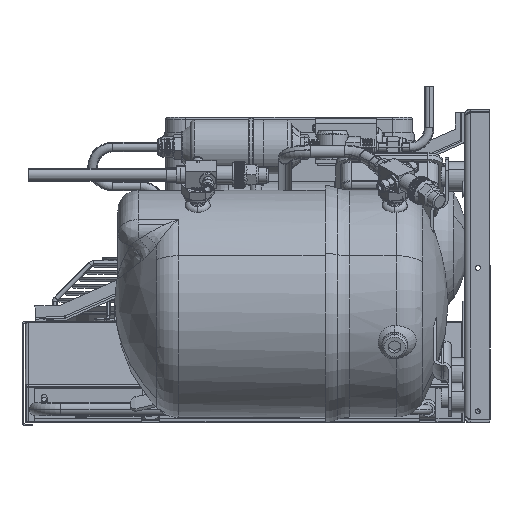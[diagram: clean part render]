
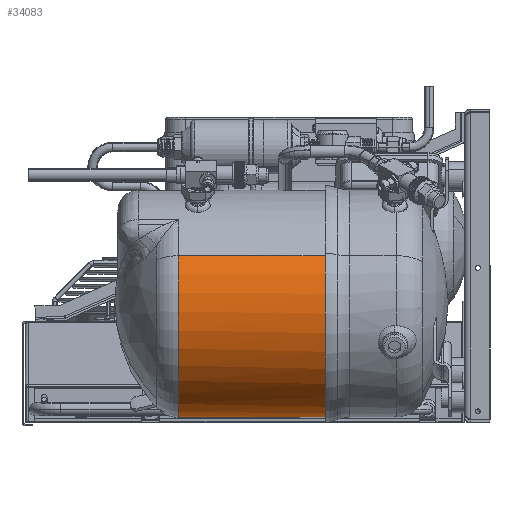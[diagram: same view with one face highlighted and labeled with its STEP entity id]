
A CAD part, left-side view. The second image highlights one B-rep face of the part: STEP entity #34083.
In plain terms, the highlighted cylindrical face has radius 112.5 mm (diameter 225 mm), a partial arc.
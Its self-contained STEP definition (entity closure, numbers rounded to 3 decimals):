
#1416 = DIRECTION ( 'NONE',  ( 0., 0., -1. ) ) ;
#1451 = DIRECTION ( 'NONE',  ( 0., -1., 0. ) ) ;
#4869 = CARTESIAN_POINT ( 'NONE',  ( 0., 240., 0. ) ) ;
#6633 = EDGE_CURVE ( 'NONE', #73506, #71641, #109337, .T. ) ;
#6648 = VERTEX_POINT ( 'NONE', #83967 ) ;
#8094 = CARTESIAN_POINT ( 'NONE',  ( 0., 0., 112.5 ) ) ;
#10442 = CARTESIAN_POINT ( 'NONE',  ( 0., 121.8, -112.5 ) ) ;
#10703 = AXIS2_PLACEMENT_3D ( 'NONE', #4869, #74336, #14869 ) ;
#12744 = DIRECTION ( 'NONE',  ( 0., -1., 0. ) ) ;
#12802 = CARTESIAN_POINT ( 'NONE',  ( 47.58, 267.142, 101.943 ) ) ;
#14869 = DIRECTION ( 'NONE',  ( 0., 0., -1. ) ) ;
#16768 = VECTOR ( 'NONE', #98813, 1000. ) ;
#18099 = DIRECTION ( 'NONE',  ( 0., -1., 0. ) ) ;
#18969 = ORIENTED_EDGE ( 'NONE', *, *, #123352, .T. ) ;
#19816 = DIRECTION ( 'NONE',  ( 0., -1., 0. ) ) ;
#21444 = CARTESIAN_POINT ( 'NONE',  ( 0., 0., 0. ) ) ;
#22166 = CIRCLE ( 'NONE', #114540, 112.5 ) ;
#22621 = ORIENTED_EDGE ( 'NONE', *, *, #124321, .T. ) ;
#23746 = VERTEX_POINT ( 'NONE', #50563 ) ;
#25595 = EDGE_CURVE ( 'NONE', #78867, #71641, #119445, .T. ) ;
#26220 = ORIENTED_EDGE ( 'NONE', *, *, #125325, .T. ) ;
#32990 = VERTEX_POINT ( 'NONE', #116450 ) ;
#34083 = ADVANCED_FACE ( 'NONE', ( #59017 ), #96330, .T. ) ;
#34584 = ORIENTED_EDGE ( 'NONE', *, *, #6633, .T. ) ;
#38861 = VECTOR ( 'NONE', #18099, 1000. ) ;
#39308 = CARTESIAN_POINT ( 'NONE',  ( 47.58, 240., 101.943 ) ) ;
#41151 = VECTOR ( 'NONE', #72868, 1000. ) ;
#45157 = ORIENTED_EDGE ( 'NONE', *, *, #25595, .F. ) ;
#50563 = CARTESIAN_POINT ( 'NONE',  ( 0., 267.142, -112.5 ) ) ;
#57681 = DIRECTION ( 'NONE',  ( 0., -1., 0. ) ) ;
#58931 = ORIENTED_EDGE ( 'NONE', *, *, #127340, .T. ) ;
#59017 = FACE_OUTER_BOUND ( 'NONE', #99476, .T. ) ;
#59316 = VECTOR ( 'NONE', #57681, 1000. ) ;
#60929 = DIRECTION ( 'NONE',  ( 0., -1., 0. ) ) ;
#64773 = CARTESIAN_POINT ( 'NONE',  ( 64.495, 240., 92.177 ) ) ;
#71641 = VERTEX_POINT ( 'NONE', #127036 ) ;
#72230 = CARTESIAN_POINT ( 'NONE',  ( 0., 267.142, 0. ) ) ;
#72868 = DIRECTION ( 'NONE',  ( 0., -1., 0. ) ) ;
#73506 = VERTEX_POINT ( 'NONE', #64773 ) ;
#73724 = LINE ( 'NONE', #102483, #41151 ) ;
#74336 = DIRECTION ( 'NONE',  ( 0., -1., 0. ) ) ;
#78867 = VERTEX_POINT ( 'NONE', #12802 ) ;
#79268 = CARTESIAN_POINT ( 'NONE',  ( 0., 121.8, 0. ) ) ;
#81353 = DIRECTION ( 'NONE',  ( 0., 0., -1. ) ) ;
#82253 = DIRECTION ( 'NONE',  ( 0., 0., -1. ) ) ;
#83967 = CARTESIAN_POINT ( 'NONE',  ( 64.495, 267.142, 92.177 ) ) ;
#89318 = DIRECTION ( 'NONE',  ( 0., 0., -1. ) ) ;
#93336 = VERTEX_POINT ( 'NONE', #10442 ) ;
#95309 = CIRCLE ( 'NONE', #109314, 112.5 ) ;
#96330 = CYLINDRICAL_SURFACE ( 'NONE', #100525, 112.5 ) ;
#98722 = ORIENTED_EDGE ( 'NONE', *, *, #122654, .F. ) ;
#98813 = DIRECTION ( 'NONE',  ( 0., -1., 0. ) ) ;
#99476 = EDGE_LOOP ( 'NONE', ( #58931, #22621, #98722, #125536, #18969, #26220, #34584, #45157 ) ) ;
#100525 = AXIS2_PLACEMENT_3D ( 'NONE', #21444, #1451, #81353 ) ;
#102483 = CARTESIAN_POINT ( 'NONE',  ( 64.495, 240., 92.177 ) ) ;
#104849 = VERTEX_POINT ( 'NONE', #110014 ) ;
#107191 = CARTESIAN_POINT ( 'NONE',  ( 0., 0., -112.5 ) ) ;
#108680 = CIRCLE ( 'NONE', #121800, 112.5 ) ;
#109314 = AXIS2_PLACEMENT_3D ( 'NONE', #79268, #19816, #89318 ) ;
#109337 = CIRCLE ( 'NONE', #10703, 112.5 ) ;
#110014 = CARTESIAN_POINT ( 'NONE',  ( 0., 267.142, 112.5 ) ) ;
#113066 = EDGE_CURVE ( 'NONE', #23746, #93336, #115300, .T. ) ;
#114540 = AXIS2_PLACEMENT_3D ( 'NONE', #120476, #60929, #1416 ) ;
#115300 = LINE ( 'NONE', #107191, #59316 ) ;
#116450 = CARTESIAN_POINT ( 'NONE',  ( 0., 121.8, 112.5 ) ) ;
#118147 = LINE ( 'NONE', #8094, #38861 ) ;
#119445 = LINE ( 'NONE', #39308, #16768 ) ;
#120476 = CARTESIAN_POINT ( 'NONE',  ( 0., 267.142, 0. ) ) ;
#121800 = AXIS2_PLACEMENT_3D ( 'NONE', #72230, #12744, #82253 ) ;
#122654 = EDGE_CURVE ( 'NONE', #93336, #32990, #95309, .T. ) ;
#123352 = EDGE_CURVE ( 'NONE', #23746, #6648, #22166, .T. ) ;
#124321 = EDGE_CURVE ( 'NONE', #104849, #32990, #118147, .T. ) ;
#125325 = EDGE_CURVE ( 'NONE', #6648, #73506, #73724, .T. ) ;
#125536 = ORIENTED_EDGE ( 'NONE', *, *, #113066, .F. ) ;
#127036 = CARTESIAN_POINT ( 'NONE',  ( 47.58, 240., 101.943 ) ) ;
#127340 = EDGE_CURVE ( 'NONE', #78867, #104849, #108680, .T. ) ;
